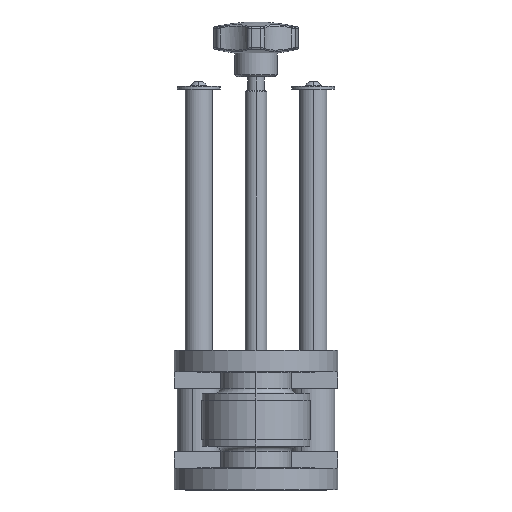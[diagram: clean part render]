
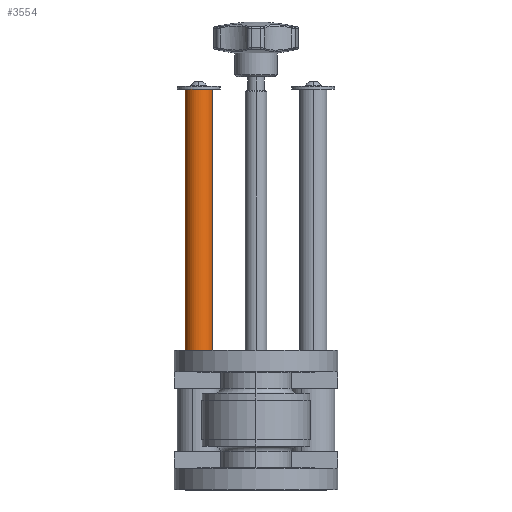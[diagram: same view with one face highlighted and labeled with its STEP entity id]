
A CAD part, top view. The second image highlights one B-rep face of the part: STEP entity #3554.
In plain terms, the highlighted cylindrical face has radius 7.938 mm (diameter 15.875 mm), a partial arc.
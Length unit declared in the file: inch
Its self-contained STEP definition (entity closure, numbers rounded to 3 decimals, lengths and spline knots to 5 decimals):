
#8 = AXIS2_PLACEMENT_3D ( 'NONE', #1752, #2359, #7143 ) ;
#104 = VERTEX_POINT ( 'NONE', #7087 ) ;
#150 = DIRECTION ( 'NONE',  ( 0., 1., 0. ) ) ;
#680 = EDGE_CURVE ( 'NONE', #6009, #3114, #3078, .T. ) ;
#1153 = CARTESIAN_POINT ( 'NONE',  ( -1.3125, 9.2, -2.125 ) ) ;
#1219 = VERTEX_POINT ( 'NONE', #7582 ) ;
#1518 = AXIS2_PLACEMENT_3D ( 'NONE', #1153, #7529, #6003 ) ;
#1532 = CYLINDRICAL_SURFACE ( 'NONE', #8, 0.3125 ) ;
#1608 = VECTOR ( 'NONE', #3795, 39.37008 ) ;
#1752 = CARTESIAN_POINT ( 'NONE',  ( -1.3125, 72.375, -2.125 ) ) ;
#2359 = DIRECTION ( 'NONE',  ( 0., -1., 0. ) ) ;
#2434 = EDGE_CURVE ( 'NONE', #6009, #1219, #5065, .T. ) ;
#2780 = DIRECTION ( 'NONE',  ( 0., -1., 0. ) ) ;
#3078 = CIRCLE ( 'NONE', #1518, 0.3125 ) ;
#3114 = VERTEX_POINT ( 'NONE', #5105 ) ;
#3554 = ADVANCED_FACE ( 'NONE', ( #6130 ), #1532, .T. ) ;
#3703 = ORIENTED_EDGE ( 'NONE', *, *, #2434, .T. ) ;
#3795 = DIRECTION ( 'NONE',  ( 0., -1., 0. ) ) ;
#3999 = LINE ( 'NONE', #5494, #1608 ) ;
#4003 = CARTESIAN_POINT ( 'NONE',  ( -1.3125, 3.2001, -2.125 ) ) ;
#4664 = DIRECTION ( 'NONE',  ( 0., 0., -1. ) ) ;
#5032 = ORIENTED_EDGE ( 'NONE', *, *, #680, .F. ) ;
#5065 = LINE ( 'NONE', #5274, #8103 ) ;
#5105 = CARTESIAN_POINT ( 'NONE',  ( -1., 9.2, -2.125 ) ) ;
#5274 = CARTESIAN_POINT ( 'NONE',  ( -1.625, 72.375, -2.125 ) ) ;
#5289 = AXIS2_PLACEMENT_3D ( 'NONE', #4003, #150, #4664 ) ;
#5460 = CIRCLE ( 'NONE', #5289, 0.3125 ) ;
#5494 = CARTESIAN_POINT ( 'NONE',  ( -1., 72.375, -2.125 ) ) ;
#5935 = CARTESIAN_POINT ( 'NONE',  ( -1.625, 9.2, -2.125 ) ) ;
#6003 = DIRECTION ( 'NONE',  ( 0., 0., -1. ) ) ;
#6009 = VERTEX_POINT ( 'NONE', #5935 ) ;
#6035 = EDGE_CURVE ( 'NONE', #3114, #104, #3999, .T. ) ;
#6130 = FACE_OUTER_BOUND ( 'NONE', #6780, .T. ) ;
#6780 = EDGE_LOOP ( 'NONE', ( #5032, #3703, #7517, #7286 ) ) ;
#7087 = CARTESIAN_POINT ( 'NONE',  ( -1., 3.2001, -2.125 ) ) ;
#7143 = DIRECTION ( 'NONE',  ( 1., 0., 0. ) ) ;
#7206 = EDGE_CURVE ( 'NONE', #1219, #104, #5460, .T. ) ;
#7286 = ORIENTED_EDGE ( 'NONE', *, *, #6035, .F. ) ;
#7517 = ORIENTED_EDGE ( 'NONE', *, *, #7206, .T. ) ;
#7529 = DIRECTION ( 'NONE',  ( 0., 1., 0. ) ) ;
#7582 = CARTESIAN_POINT ( 'NONE',  ( -1.625, 3.2001, -2.125 ) ) ;
#8103 = VECTOR ( 'NONE', #2780, 39.37008 ) ;
